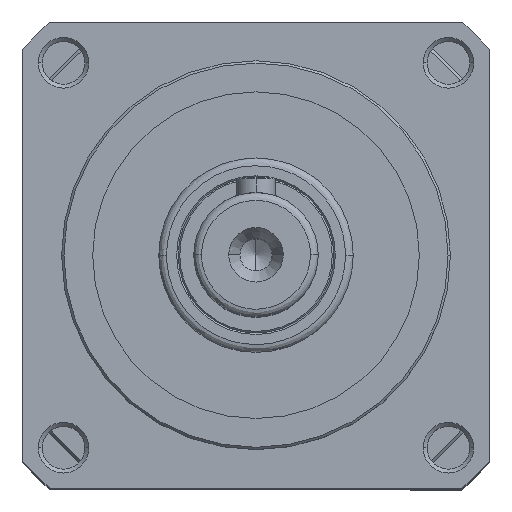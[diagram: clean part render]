
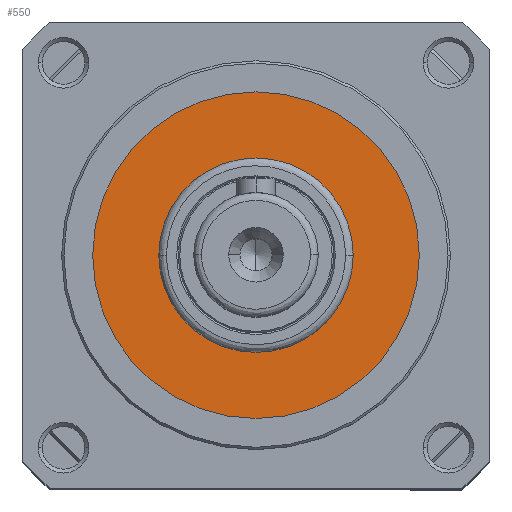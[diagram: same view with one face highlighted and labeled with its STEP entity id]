
A CAD part, top view. The second image highlights one B-rep face of the part: STEP entity #550.
In plain terms, the highlighted planar face has unit normal (0, 0, 1).
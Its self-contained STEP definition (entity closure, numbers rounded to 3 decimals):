
#550 = ADVANCED_FACE ( 'NONE', ( #5499, #14565 ), #23070, .T. ) ;
#1588 = CARTESIAN_POINT ( 'NONE',  ( -21., 0., 85.49 ) ) ;
#2782 = CARTESIAN_POINT ( 'NONE',  ( -12.5, 0., 85.49 ) ) ;
#2783 = AXIS2_PLACEMENT_3D ( 'NONE', #9003, #21533, #10824 ) ;
#3736 = EDGE_CURVE ( 'NONE', #7652, #20851, #19464, .T. ) ;
#4371 = CIRCLE ( 'NONE', #11364, 21. ) ;
#4466 = VERTEX_POINT ( 'NONE', #10425 ) ;
#4580 = VERTEX_POINT ( 'NONE', #2782 ) ;
#4596 = DIRECTION ( 'NONE',  ( -1., 0., 0. ) ) ;
#4674 = DIRECTION ( 'NONE',  ( 0., 0., 1. ) ) ;
#4763 = CARTESIAN_POINT ( 'NONE',  ( 0., 0., 85.49 ) ) ;
#4849 = EDGE_LOOP ( 'NONE', ( #9689, #19638 ) ) ;
#5107 = AXIS2_PLACEMENT_3D ( 'NONE', #22626, #22610, #22548 ) ;
#5499 = FACE_OUTER_BOUND ( 'NONE', #9147, .T. ) ;
#5532 = AXIS2_PLACEMENT_3D ( 'NONE', #4763, #4674, #4596 ) ;
#7652 = VERTEX_POINT ( 'NONE', #1588 ) ;
#7811 = ORIENTED_EDGE ( 'NONE', *, *, #11187, .T. ) ;
#9003 = CARTESIAN_POINT ( 'NONE',  ( 0., 0., 85.49 ) ) ;
#9147 = EDGE_LOOP ( 'NONE', ( #21516, #7811 ) ) ;
#9689 = ORIENTED_EDGE ( 'NONE', *, *, #21650, .T. ) ;
#10052 = DIRECTION ( 'NONE',  ( 0., 0., 1. ) ) ;
#10153 = DIRECTION ( 'NONE',  ( 0., 0., -1. ) ) ;
#10425 = CARTESIAN_POINT ( 'NONE',  ( 12.5, 0., 85.49 ) ) ;
#10824 = DIRECTION ( 'NONE',  ( -1., 0., 0. ) ) ;
#11187 = EDGE_CURVE ( 'NONE', #20851, #7652, #4371, .T. ) ;
#11364 = AXIS2_PLACEMENT_3D ( 'NONE', #20783, #10052, #22546 ) ;
#12461 = CIRCLE ( 'NONE', #2783, 12.5 ) ;
#14565 = FACE_BOUND ( 'NONE', #4849, .T. ) ;
#18384 = AXIS2_PLACEMENT_3D ( 'NONE', #20898, #10153, #22648 ) ;
#18499 = EDGE_CURVE ( 'NONE', #4466, #4580, #23201, .T. ) ;
#19464 = CIRCLE ( 'NONE', #5532, 21. ) ;
#19638 = ORIENTED_EDGE ( 'NONE', *, *, #18499, .T. ) ;
#20783 = CARTESIAN_POINT ( 'NONE',  ( 0., 0., 85.49 ) ) ;
#20851 = VERTEX_POINT ( 'NONE', #23467 ) ;
#20898 = CARTESIAN_POINT ( 'NONE',  ( 0., 0., 85.49 ) ) ;
#21516 = ORIENTED_EDGE ( 'NONE', *, *, #3736, .T. ) ;
#21533 = DIRECTION ( 'NONE',  ( 0., 0., -1. ) ) ;
#21650 = EDGE_CURVE ( 'NONE', #4580, #4466, #12461, .T. ) ;
#22546 = DIRECTION ( 'NONE',  ( -1., 0., 0. ) ) ;
#22548 = DIRECTION ( 'NONE',  ( 1., 0., 0. ) ) ;
#22610 = DIRECTION ( 'NONE',  ( 0., 0., 1. ) ) ;
#22626 = CARTESIAN_POINT ( 'NONE',  ( 0., 0., 85.49 ) ) ;
#22648 = DIRECTION ( 'NONE',  ( -1., 0., 0. ) ) ;
#23070 = PLANE ( 'NONE',  #5107 ) ;
#23201 = CIRCLE ( 'NONE', #18384, 12.5 ) ;
#23467 = CARTESIAN_POINT ( 'NONE',  ( 21., 0., 85.49 ) ) ;
